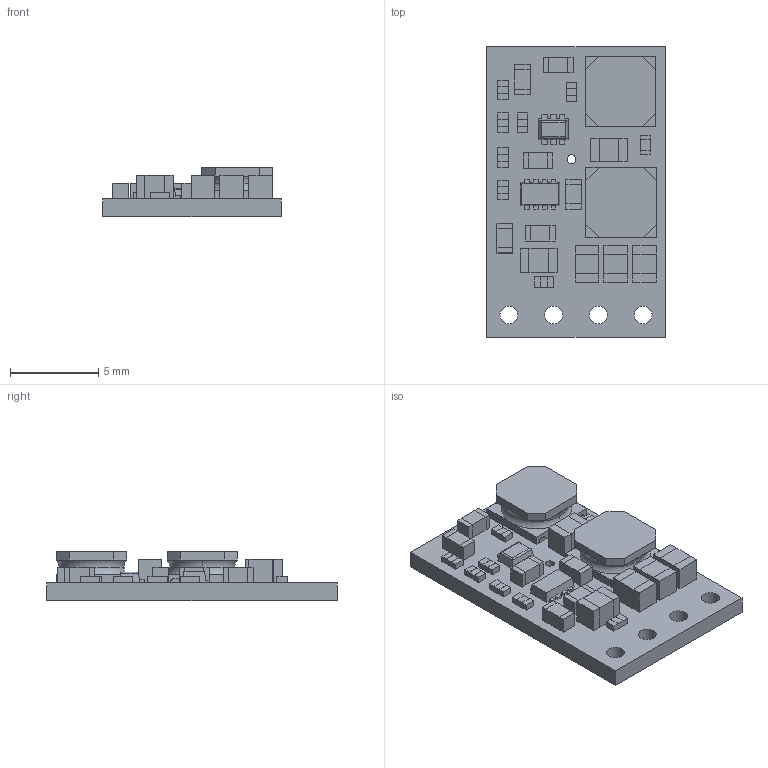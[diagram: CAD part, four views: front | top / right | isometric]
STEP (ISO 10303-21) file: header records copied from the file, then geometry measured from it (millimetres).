
FILE_DESCRIPTION (( 'STEP AP214' ), '1' );
FILE_NAME ('mp3438+mp1477-chained-boost+buck-regulator.step', '2023-07-12T19:22:15', ( '' ), ( '' ), 'SwSTEP 2.0', 'SolidWorks 2023', '' );
FILE_SCHEMA (( 'AUTOMOTIVE_DESIGN' ));
Length unit declared in the file: millimetre
Products named in the file (1): mp3438+mp1477-chained-boost+buck-regulator
Bounding box: 10.16 x 16.51 x 2.82 mm (x, y, z)
Volume: 248 mm3; surface area: 557.3 mm2
Topology: 1 solids, 1 shells, 823 faces, 2218 edges, 1448 vertices
Faces by surface type: plane 597, bspline 188, cylinder 30, torus 8
Entity records: 41392 total; most frequent: CARTESIAN_POINT 13010, ORIENTED_EDGE 4436, DIRECTION 3118, EDGE_CURVE 2218, LINE 1686, VECTOR 1686, VERTEX_POINT 1448, EDGE_LOOP 910
